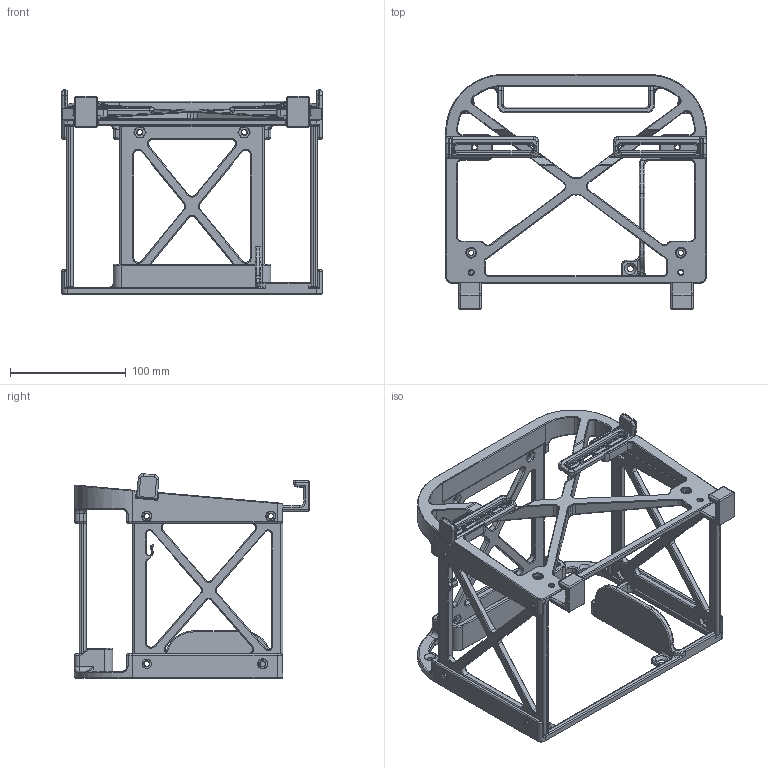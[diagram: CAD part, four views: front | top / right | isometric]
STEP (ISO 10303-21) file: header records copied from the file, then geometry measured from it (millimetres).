
FILE_DESCRIPTION(/* description */ (''),/* implementation_level */ '2;1');
FILE_NAME(/* name */ 'Laptop Stand Base v53 v2.step',/* time_stamp */ '2021-02-03T18:01:22-05:00',/* author */ (''),/* organization */ (''),/* preprocessor_version */ 'ST-DEVELOPER v18.1',/* originating_system */ 'Autodesk Translation Framework v9.7.0.1280',/* authorisation */ '');
FILE_SCHEMA (('AUTOMOTIVE_DESIGN { 1 0 10303 214 3 1 1 }'));
Length unit declared in the file: millimetre
Products named in the file (10): Laptop Stand Base v53; Base; left wall; back; right wall; top; Left brace; right hook; left hook; right brace (1)
Assembly tree (9 placements, depth 3):
  Laptop Stand Base v53
    Base
    left wall
      back
      right wall
    top
    Left brace
    right hook
    left hook
    right brace (1)
Bounding box: 225 x 203 x 176.6 mm (x, y, z)
Volume: 436812.1 mm3; surface area: 206607.5 mm2
Topology: 9 solids, 9 shells, 1721 faces, 4048 edges, 2325 vertices
Faces by surface type: plane 671, cylinder 430, cone 241, bspline 194, torus 173, sphere 12
Full cylindrical faces by diameter (mm): 4.05 x4, 4.5 x28, 5 x4, 5.2 x2, 8 x14
Entity records: 53575 total; most frequent: CARTESIAN_POINT 14543, DIRECTION 8101, ORIENTED_EDGE 8026, EDGE_CURVE 4013, AXIS2_PLACEMENT_3D 2915, VERTEX_POINT 2325, LINE 2271, VECTOR 2271
